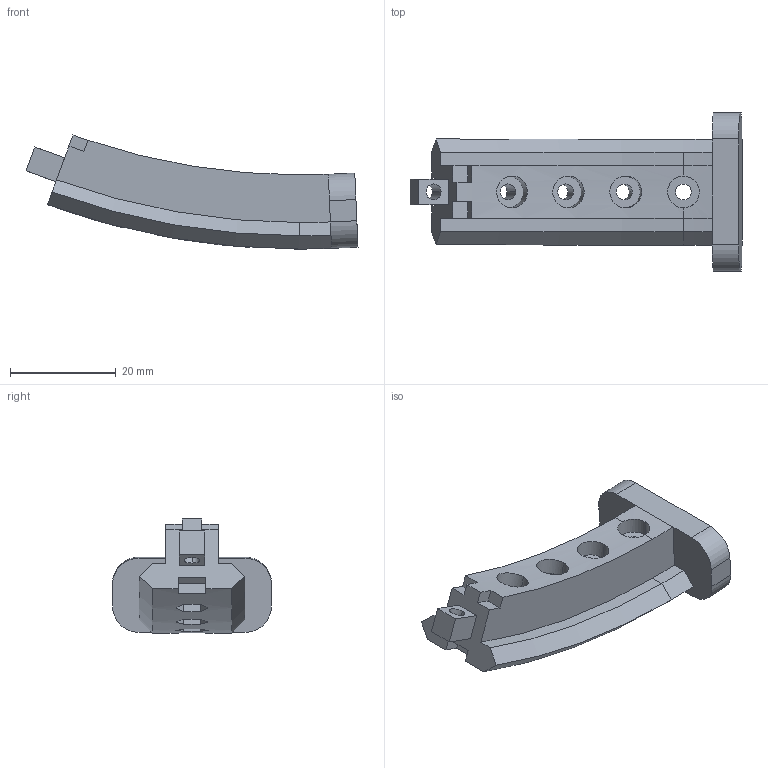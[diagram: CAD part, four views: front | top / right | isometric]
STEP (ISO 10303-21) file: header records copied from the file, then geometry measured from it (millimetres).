
FILE_DESCRIPTION (( 'STEP AP214' ), '1' );
FILE_NAME ('賑遠R125鼠芛.', '2024-11-26T10:46:50', ( '' ), ( '' ), 'SwSTEP 2.0', 'SolidWorks 2024', '' );
FILE_SCHEMA (( 'AUTOMOTIVE_DESIGN' ));
Length unit declared in the file: millimetre
Products named in the file (1): 滑环R125公头
Bounding box: 62.66 x 30 x 21.54 mm (x, y, z)
Volume: 10257.6 mm3; surface area: 5375.6 mm2
Topology: 1 solids, 1 shells, 93 faces, 244 edges, 160 vertices
Faces by surface type: plane 57, cylinder 30, cone 6
Entity records: 3135 total; most frequent: CARTESIAN_POINT 804, ORIENTED_EDGE 488, DIRECTION 466, EDGE_CURVE 244, VERTEX_POINT 160, VECTOR 158, LINE 158, AXIS2_PLACEMENT_3D 154
